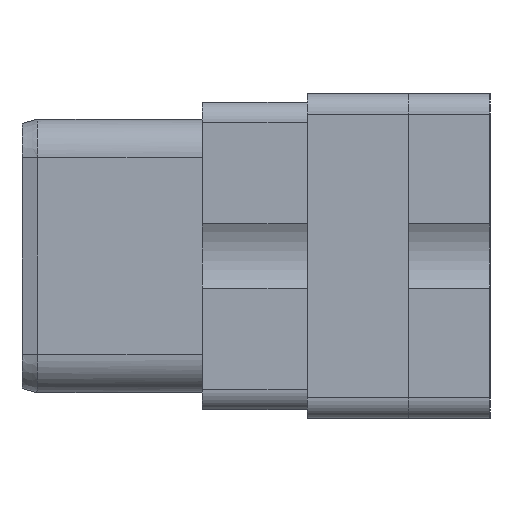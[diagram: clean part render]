
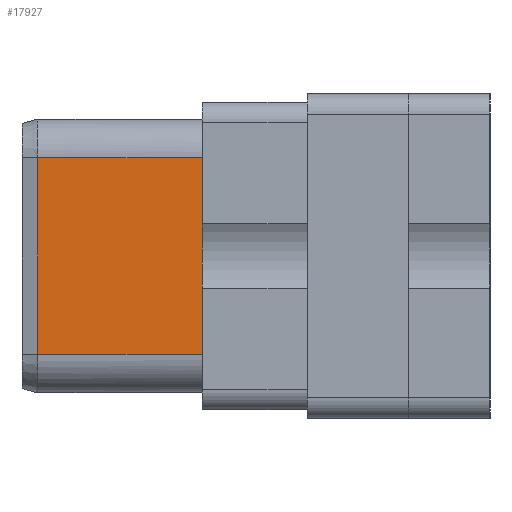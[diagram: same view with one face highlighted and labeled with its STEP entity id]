
A CAD part, left-side view. The second image highlights one B-rep face of the part: STEP entity #17927.
In plain terms, the highlighted planar face has unit normal (-1, 0.011, 0).
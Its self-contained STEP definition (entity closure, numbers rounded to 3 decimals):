
#2091=DIRECTION('',(-0.011,-1.,0.));
#2092=VECTOR('',#2091,8.088);
#2093=CARTESIAN_POINT('',(-36.064,8.088,-4.825));
#2094=LINE('',#2093,#2092);
#2107=CARTESIAN_POINT('',(-36.155,0.,-4.825));
#2109=DIRECTION('',(0.,0.,1.));
#2110=VECTOR('',#2109,9.65);
#2111=CARTESIAN_POINT('',(-36.064,8.088,-4.825));
#2112=LINE('',#2111,#2110);
#2113=DIRECTION('',(-0.011,-1.,0.));
#2114=VECTOR('',#2113,8.088);
#2115=CARTESIAN_POINT('',(-36.064,8.088,4.825));
#2116=LINE('',#2115,#2114);
#2143=CARTESIAN_POINT('',(-36.155,0.,4.825));
#2192=DIRECTION('',(0.,0.,1.));
#2193=VECTOR('',#2192,9.65);
#2194=CARTESIAN_POINT('',(-36.155,0.,-4.825));
#2195=LINE('',#2194,#2193);
#12202=VERTEX_POINT('',#2107);
#12204=VERTEX_POINT('',#2143);
#12221=CARTESIAN_POINT('',(-36.064,8.088,-4.825));
#12222=VERTEX_POINT('',#12221);
#12223=CARTESIAN_POINT('',(-36.064,8.088,4.825));
#12224=VERTEX_POINT('',#12223);
#17914=CARTESIAN_POINT('',(-36.055,8.85,6.705));
#17915=DIRECTION('',(-1.,0.011,0.));
#17916=DIRECTION('',(-0.011,-1.,0.));
#17917=AXIS2_PLACEMENT_3D('',#17914,#17915,#17916);
#17918=PLANE('',#17917);
#17919=ORIENTED_EDGE('',*,*,#17907,.F.);
#17920=ORIENTED_EDGE('',*,*,#17764,.T.);
#17922=ORIENTED_EDGE('',*,*,#17921,.T.);
#17924=ORIENTED_EDGE('',*,*,#17923,.F.);
#17925=EDGE_LOOP('',(#17919,#17920,#17922,#17924));
#17926=FACE_OUTER_BOUND('',#17925,.F.);
#17927=ADVANCED_FACE('',(#17926),#17918,.T.);
#17764=EDGE_CURVE('',#12222,#12224,#2112,.T.);
#17907=EDGE_CURVE('',#12222,#12202,#2094,.T.);
#17921=EDGE_CURVE('',#12224,#12204,#2116,.T.);
#17923=EDGE_CURVE('',#12202,#12204,#2195,.T.);
